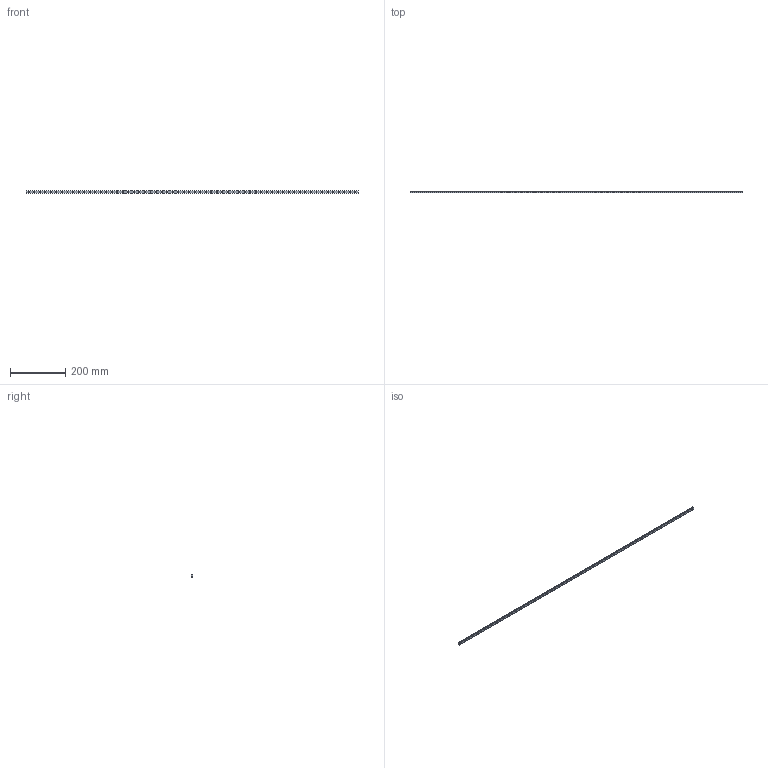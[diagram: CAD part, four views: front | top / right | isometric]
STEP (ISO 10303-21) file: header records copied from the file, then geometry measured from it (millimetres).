
FILE_DESCRIPTION(/* description */ ('STEP AP214'),/* implementation_level */ '2;1');
FILE_NAME(/* name */ 'SRS9X-1200LM(GK) RAIL(10)',/* time_stamp */ '2023-02-06T13:02:31+01:00',/* author */ ('License CC BY-ND 4.0'),/* organization */ ('CADENAS'),/* preprocessor_version */ 'ST-DEVELOPER v18.102',/* originating_system */ 'PARTsolutions',/* authorisation */ ' ');
FILE_SCHEMA (('AUTOMOTIVE_DESIGN {1 0 10303 214 3 1 1}'));
Length unit declared in the file: millimetre
Products named in the file (1): SRS9X-1200LM(GK) RAIL(10)
Bounding box: 1200 x 5.5 x 9 mm (x, y, z)
Volume: 47821.3 mm3; surface area: 38621.1 mm2
Topology: 1 solids, 1 shells, 208 faces, 438 edges, 292 vertices
Faces by surface type: cylinder 132, plane 76
Full cylindrical faces by diameter (mm): 3.5 x60, 6 x60
Entity records: 5376 total; most frequent: DIRECTION 1000, CARTESIAN_POINT 819, ORIENTED_EDGE 636, EDGE_LOOP 508, FACE_BOUND 508, AXIS2_PLACEMENT_3D 473, EDGE_CURVE 318, VERTEX_POINT 292
